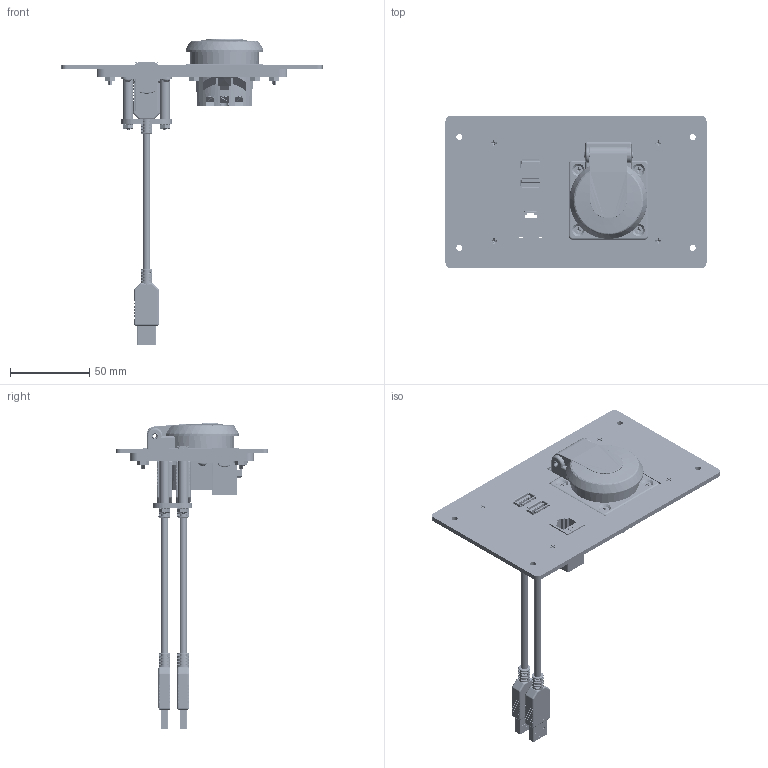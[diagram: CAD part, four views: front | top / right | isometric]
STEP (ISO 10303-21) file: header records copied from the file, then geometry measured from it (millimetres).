
FILE_DESCRIPTION (( 'STEP AP203' ), '1' );
FILE_NAME ('P-P11#2R2-M1RH0_3D.STEP', '2021-04-20T19:15:43', ( '' ), ( '' ), 'SwSTEP 2.0', 'SolidWorks 2019', '' );
FILE_SCHEMA (( 'CONFIG_CONTROL_DESIGN' ));
Length unit declared in the file: millimetre
Products named in the file (21): Z-001-SPR_1-1_4; 4-40 half inch flathead _90273A110; Z-200-OTLT-RH_Pin; P-P11#2R2-M1RH0_FP120_1; P-P11#2R2-M1RH0_TP120_1; P-P11#2R2-M1RH0_TP060_1; Z-002-4401_4HN_90675A005; P-P11#2R2-M1RH0_BP180_1; Z-000-44038FH_90273A108; Z-020-3047; Z-200-OTLT-RH; P11; Z-300-RJ45CAT5; Z-200-OTLT-RH_Base; RH; Z-000-4243316TFP; P-P11#2R2-M1RH0_3D; Z-000-440112FH_90273A119; R2; Z-200-OTLT-RH_Cover
Assembly tree (46 placements, depth 4):
  P-P11#2R2-M1RH0_3D
    P-P11#2R2-M1RH0_BP180_1
    P-P11#2R2-M1RH0_TP060_1
    Z-000-4243316TFP  x3
    P11
      Z-020-3047
    P11
      Z-020-3047
    P-P11#2R2-M1RH0_TP120_1
    Z-000-440112FH_90273A119  x4
    Z-001-SPR_1-1_4  x4
    Z-002-4401_4HN_90675A005  x12
    P-P11#2R2-M1RH0_FP120_1
    RH
      Z-200-OTLT-RH
        Z-200-OTLT-RH_Base
        Z-200-OTLT-RH_Cover
        Z-200-OTLT-RH_Pin
    Z-000-44038FH_90273A108  x4
    R2
      Z-300-RJ45CAT5
    4-40 half inch flathead _90273A110  x4
Bounding box: 165.14 x 96.38 x 193.22 mm (x, y, z)
Volume: 145772.1 mm3; surface area: 104632.4 mm2
Topology: 59 solids, 59 shells, 5520 faces, 15665 edges, 10241 vertices
Faces by surface type: cylinder 2307, plane 1988, bspline 660, cone 537, torus 24, sphere 4
Entity records: 90187 total; most frequent: CARTESIAN_POINT 33619, ORIENTED_EDGE 12408, DIRECTION 9617, EDGE_CURVE 6204, VERTEX_POINT 4067, VECTOR 3525, LINE 3525, AXIS2_PLACEMENT_3D 3046
